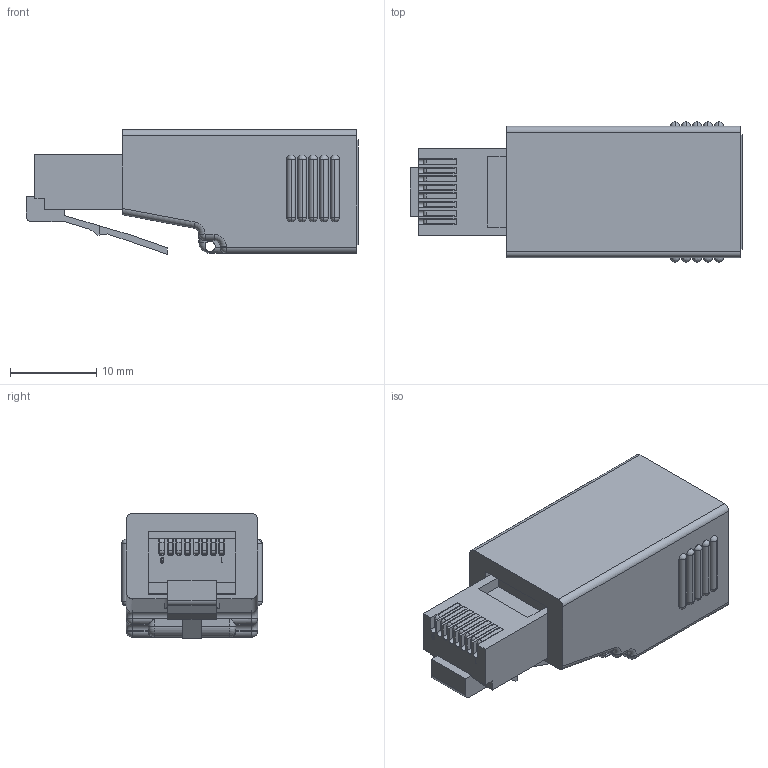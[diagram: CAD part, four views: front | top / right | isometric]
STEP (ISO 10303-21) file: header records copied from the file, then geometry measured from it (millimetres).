
FILE_DESCRIPTION (( 'STEP AP214' ), '1' );
FILE_NAME ('LCOADPC6-LP_3D.step', '2024-09-17T14:22:19', ( '' ), ( '' ), 'SwSTEP 2.0', 'SolidWorks 2022', '' );
FILE_SCHEMA (( 'AUTOMOTIVE_DESIGN' ));
Length unit declared in the file: inch
Products named in the file (4): MAECFM-EG-B_LIGHT PURPLE; RJ45 Plug_2_no pin numbers; LCOADPC6-LP_3D; RBMIRJ45F-MA4
Assembly tree (3 placements, depth 2):
  LCOADPC6-LP_3D
    MAECFM-EG-B_LIGHT PURPLE
    RBMIRJ45F-MA4
    RJ45 Plug_2_no pin numbers
Bounding box: 38.48 x 16.26 x 14.48 mm (x, y, z)
Volume: 4307.7 mm3; surface area: 5757.8 mm2
Topology: 3 solids, 4 shells, 365 faces, 996 edges, 622 vertices
Faces by surface type: plane 210, cylinder 80, bspline 35, sphere 34, torus 6
Entity records: 15959 total; most frequent: CARTESIAN_POINT 4208, ORIENTED_EDGE 1904, DIRECTION 1724, EDGE_CURVE 952, VECTOR 672, LINE 672, VERTEX_POINT 622, AXIS2_PLACEMENT_3D 526
